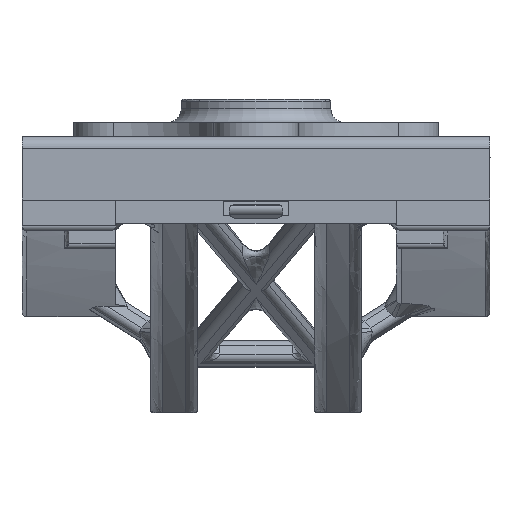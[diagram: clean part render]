
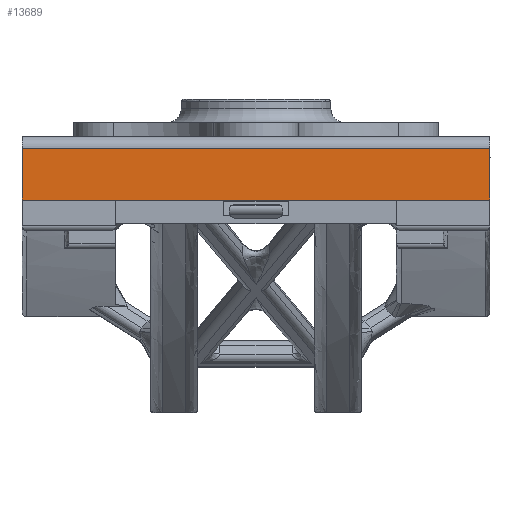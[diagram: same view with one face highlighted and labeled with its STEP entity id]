
A CAD part, front view. The second image highlights one B-rep face of the part: STEP entity #13689.
In plain terms, the highlighted planar face has unit normal (0, -1, 0).
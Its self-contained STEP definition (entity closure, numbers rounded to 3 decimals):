
#1031=LINE('',#24296,#1618);
#1044=LINE('',#24380,#1631);
#1045=LINE('',#24382,#1632);
#1046=LINE('',#24384,#1633);
#1618=VECTOR('',#16463,1000.);
#1631=VECTOR('',#16490,1000.);
#1632=VECTOR('',#16493,1000.);
#1633=VECTOR('',#16494,1000.);
#1938=PLANE('',#14566);
#3974=ORIENTED_EDGE('',*,*,#6137,.F.);
#3975=ORIENTED_EDGE('',*,*,#6138,.T.);
#3976=ORIENTED_EDGE('',*,*,#6117,.T.);
#3977=ORIENTED_EDGE('',*,*,#6136,.F.);
#6117=EDGE_CURVE('',#7277,#7276,#1031,.T.);
#6136=EDGE_CURVE('',#7284,#7276,#1044,.T.);
#6137=EDGE_CURVE('',#7285,#7284,#1045,.T.);
#6138=EDGE_CURVE('',#7285,#7277,#1046,.T.);
#7276=VERTEX_POINT('',#24295);
#7277=VERTEX_POINT('',#24297);
#7284=VERTEX_POINT('',#24379);
#7285=VERTEX_POINT('',#24383);
#8326=EDGE_LOOP('',(#3974,#3975,#3976,#3977));
#8984=FACE_BOUND('',#8326,.T.);
#13689=ADVANCED_FACE('',(#8984),#1938,.T.);
#14566=AXIS2_PLACEMENT_3D('',#24381,#16491,#16492);
#16463=DIRECTION('',(0.,0.,-1.));
#16490=DIRECTION('',(-1.,0.,0.));
#16491=DIRECTION('',(0.,-1.,0.));
#16492=DIRECTION('',(0.,0.,-1.));
#16493=DIRECTION('',(0.,0.,-1.));
#16494=DIRECTION('',(-1.,0.,0.));
#24295=CARTESIAN_POINT('',(-50.,-399.052,68.037));
#24296=CARTESIAN_POINT('',(-50.,-399.052,84.963));
#24297=CARTESIAN_POINT('',(-50.,-399.052,79.051));
#24379=CARTESIAN_POINT('',(50.,-399.052,68.037));
#24380=CARTESIAN_POINT('',(50.,-399.052,68.037));
#24381=CARTESIAN_POINT('',(50.,-399.052,84.963));
#24382=CARTESIAN_POINT('',(50.,-399.052,84.963));
#24383=CARTESIAN_POINT('',(50.,-399.052,79.051));
#24384=CARTESIAN_POINT('',(-50.,-399.052,79.051));
